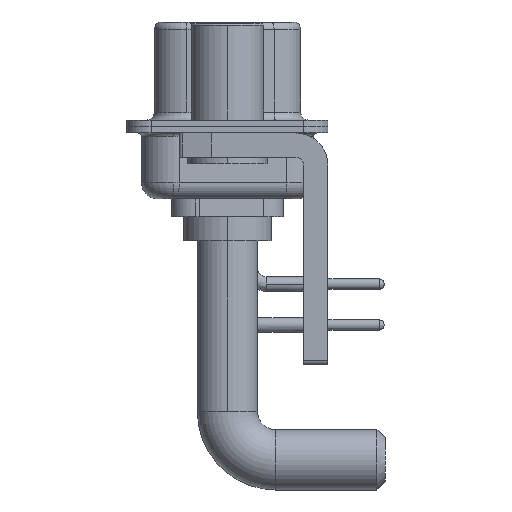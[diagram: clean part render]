
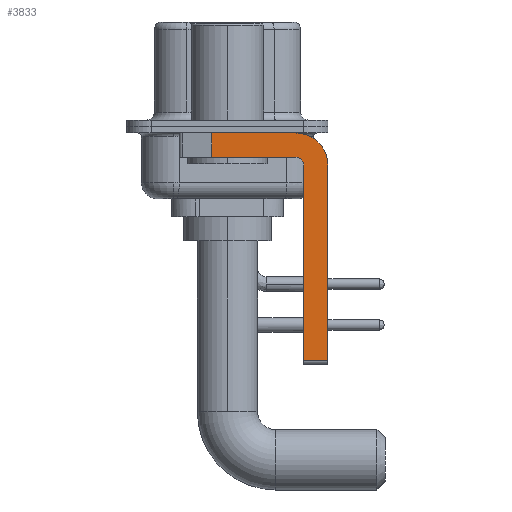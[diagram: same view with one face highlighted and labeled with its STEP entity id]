
A CAD part, left-side view. The second image highlights one B-rep face of the part: STEP entity #3833.
In plain terms, the highlighted planar face has unit normal (-1, 0, 0).
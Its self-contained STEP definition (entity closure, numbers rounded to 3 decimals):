
#60 = LINE ( 'NONE', #7586, #22825 ) ;
#156 = CARTESIAN_POINT ( 'NONE',  ( -2.9, -4.25, -1.9 ) ) ;
#213 = CARTESIAN_POINT ( 'NONE',  ( -2.9, -4.75, -2.4 ) ) ;
#268 = CARTESIAN_POINT ( 'NONE',  ( -2.9, -4.75, -14.55 ) ) ;
#1900 = DIRECTION ( 'NONE',  ( 0., -1., 0. ) ) ;
#2609 = CARTESIAN_POINT ( 'NONE',  ( -2.9, -4.25, -2.4 ) ) ;
#2668 = EDGE_CURVE ( 'NONE', #5428, #5015, #15272, .T. ) ;
#3833 = ADVANCED_FACE ( 'NONE', ( #16295 ), #9225, .F. ) ;
#4063 = VERTEX_POINT ( 'NONE', #268 ) ;
#4465 = VECTOR ( 'NONE', #9936, 1000. ) ;
#4784 = CIRCLE ( 'NONE', #20348, 0.5 ) ;
#5015 = VERTEX_POINT ( 'NONE', #14939 ) ;
#5428 = VERTEX_POINT ( 'NONE', #18012 ) ;
#5922 = VECTOR ( 'NONE', #12077, 1000. ) ;
#5984 = ORIENTED_EDGE ( 'NONE', *, *, #2668, .F. ) ;
#6537 = CARTESIAN_POINT ( 'NONE',  ( -2.9, -4.25, -1.9 ) ) ;
#6647 = CARTESIAN_POINT ( 'NONE',  ( -2.9, 0.978, -1.9 ) ) ;
#6880 = DIRECTION ( 'NONE',  ( 0., 0., -1. ) ) ;
#6976 = DIRECTION ( 'NONE',  ( 0., 0., 1. ) ) ;
#7275 = ORIENTED_EDGE ( 'NONE', *, *, #8417, .F. ) ;
#7586 = CARTESIAN_POINT ( 'NONE',  ( -2.9, 0.978, -1.9 ) ) ;
#8417 = EDGE_CURVE ( 'NONE', #4063, #28230, #15939, .T. ) ;
#8635 = AXIS2_PLACEMENT_3D ( 'NONE', #2609, #21452, #9351 ) ;
#9101 = LINE ( 'NONE', #25944, #15378 ) ;
#9225 = PLANE ( 'NONE',  #23667 ) ;
#9351 = DIRECTION ( 'NONE',  ( 0., 0., -1. ) ) ;
#9936 = DIRECTION ( 'NONE',  ( 0., 0., -1. ) ) ;
#10887 = ORIENTED_EDGE ( 'NONE', *, *, #17726, .T. ) ;
#11023 = EDGE_CURVE ( 'NONE', #25398, #15736, #17105, .T. ) ;
#11360 = CARTESIAN_POINT ( 'NONE',  ( -2.9, 0.978, -0.4 ) ) ;
#12077 = DIRECTION ( 'NONE',  ( 0., 1., 0. ) ) ;
#12380 = DIRECTION ( 'NONE',  ( 0., -1., 0. ) ) ;
#12845 = VERTEX_POINT ( 'NONE', #6647 ) ;
#13163 = CARTESIAN_POINT ( 'NONE',  ( -2.9, -4.25, -2.4 ) ) ;
#14520 = EDGE_CURVE ( 'NONE', #15736, #5428, #18177, .T. ) ;
#14939 = CARTESIAN_POINT ( 'NONE',  ( -2.9, -6.25, -14.55 ) ) ;
#15188 = CARTESIAN_POINT ( 'NONE',  ( -2.9, -4.25, -0.4 ) ) ;
#15272 = LINE ( 'NONE', #21887, #4465 ) ;
#15378 = VECTOR ( 'NONE', #1900, 1000. ) ;
#15736 = VERTEX_POINT ( 'NONE', #15188 ) ;
#15939 = LINE ( 'NONE', #23486, #28981 ) ;
#16295 = FACE_OUTER_BOUND ( 'NONE', #26538, .T. ) ;
#16452 = DIRECTION ( 'NONE',  ( 1., 0., 0. ) ) ;
#17105 = LINE ( 'NONE', #26703, #20587 ) ;
#17726 = EDGE_CURVE ( 'NONE', #25398, #12845, #60, .T. ) ;
#18012 = CARTESIAN_POINT ( 'NONE',  ( -2.9, -6.25, -2.4 ) ) ;
#18177 = CIRCLE ( 'NONE', #8635, 2. ) ;
#19392 = DIRECTION ( 'NONE',  ( 0., 0., -1. ) ) ;
#20348 = AXIS2_PLACEMENT_3D ( 'NONE', #13163, #24979, #22608 ) ;
#20587 = VECTOR ( 'NONE', #12380, 1000. ) ;
#20823 = EDGE_CURVE ( 'NONE', #4063, #5015, #9101, .T. ) ;
#21452 = DIRECTION ( 'NONE',  ( 1., 0., 0. ) ) ;
#21887 = CARTESIAN_POINT ( 'NONE',  ( -2.9, -6.25, -2.4 ) ) ;
#22608 = DIRECTION ( 'NONE',  ( 0., 0., 1. ) ) ;
#22825 = VECTOR ( 'NONE', #19392, 1000. ) ;
#22967 = EDGE_CURVE ( 'NONE', #28230, #24851, #4784, .T. ) ;
#23253 = ORIENTED_EDGE ( 'NONE', *, *, #20823, .T. ) ;
#23486 = CARTESIAN_POINT ( 'NONE',  ( -2.9, -4.75, -14.8 ) ) ;
#23667 = AXIS2_PLACEMENT_3D ( 'NONE', #27790, #16452, #6880 ) ;
#24051 = LINE ( 'NONE', #156, #5922 ) ;
#24851 = VERTEX_POINT ( 'NONE', #6537 ) ;
#24979 = DIRECTION ( 'NONE',  ( -1., 0., 0. ) ) ;
#25398 = VERTEX_POINT ( 'NONE', #11360 ) ;
#25888 = ORIENTED_EDGE ( 'NONE', *, *, #26756, .F. ) ;
#25944 = CARTESIAN_POINT ( 'NONE',  ( -2.9, -4.25, -14.55 ) ) ;
#26538 = EDGE_LOOP ( 'NONE', ( #28379, #10887, #25888, #30093, #7275, #23253, #5984, #26883 ) ) ;
#26703 = CARTESIAN_POINT ( 'NONE',  ( -2.9, 3., -0.4 ) ) ;
#26756 = EDGE_CURVE ( 'NONE', #24851, #12845, #24051, .T. ) ;
#26883 = ORIENTED_EDGE ( 'NONE', *, *, #14520, .F. ) ;
#27790 = CARTESIAN_POINT ( 'NONE',  ( -2.9, -4.25, -2.4 ) ) ;
#28230 = VERTEX_POINT ( 'NONE', #213 ) ;
#28379 = ORIENTED_EDGE ( 'NONE', *, *, #11023, .F. ) ;
#28981 = VECTOR ( 'NONE', #6976, 1000. ) ;
#30093 = ORIENTED_EDGE ( 'NONE', *, *, #22967, .F. ) ;
